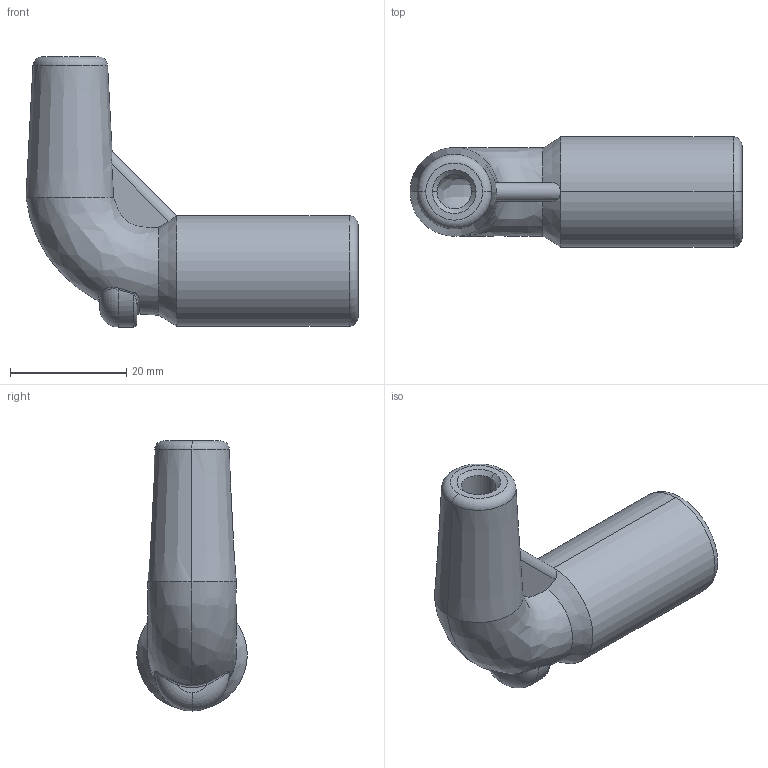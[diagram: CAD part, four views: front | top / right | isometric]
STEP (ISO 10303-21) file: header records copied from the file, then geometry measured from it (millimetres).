
FILE_DESCRIPTION (( 'STEP AP203' ), '1' );
FILE_NAME ('AB155.STEP', '2019-11-01T18:52:13', ( 'tempuser' ), ( 'Microsoft' ), 'SwSTEP 2.0', 'SolidWorks 2019', '' );
FILE_SCHEMA (( 'CONFIG_CONTROL_DESIGN' ));
Length unit declared in the file: inch
Products named in the file (1): AB155
Bounding box: 57.15 x 19.05 x 46.48 mm (x, y, z)
Volume: 11966.5 mm3; surface area: 6828.1 mm2
Topology: 1 solids, 1 shells, 60 faces, 132 edges, 75 vertices
Faces by surface type: torus 16, cone 16, bspline 12, cylinder 9, plane 7
Entity records: 2964 total; most frequent: CARTESIAN_POINT 1629, DIRECTION 266, ORIENTED_EDGE 264, EDGE_CURVE 132, AXIS2_PLACEMENT_3D 121, VERTEX_POINT 75, CIRCLE 72, EDGE_LOOP 63
